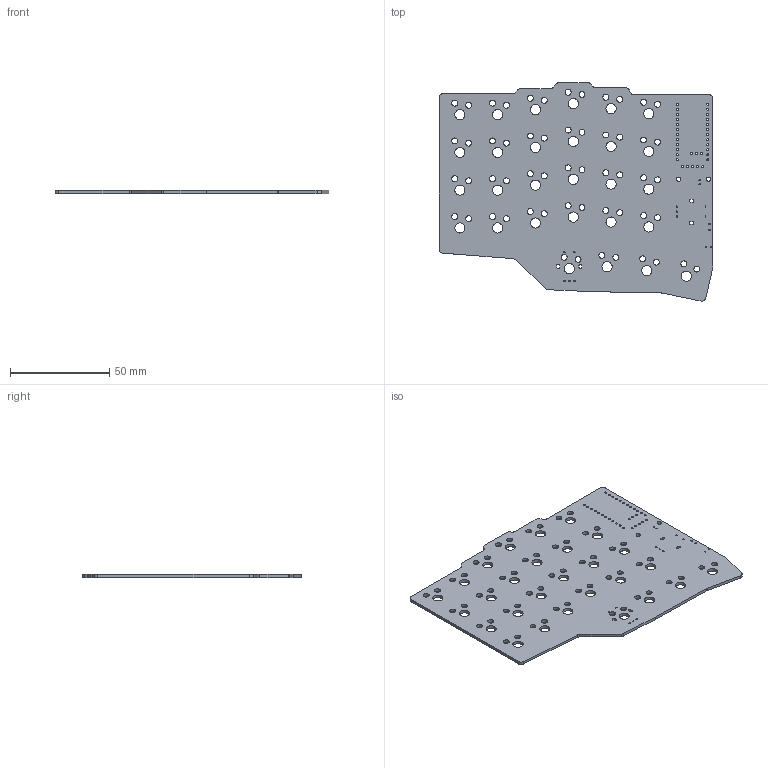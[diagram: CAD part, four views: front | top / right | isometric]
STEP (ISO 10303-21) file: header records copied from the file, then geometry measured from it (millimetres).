
FILE_DESCRIPTION(('KiCad electronic assembly'),'2;1');
FILE_NAME('left.step','2025-04-11T00:33:05',('Pcbnew'),('Kicad'), 'Open CASCADE STEP processor 7.6','KiCad to STEP converter','Unknown' );
FILE_SCHEMA(('AUTOMOTIVE_DESIGN { 1 0 10303 214 1 1 1 1 }'));
Length unit declared in the file: millimetre
Products named in the file (2): left 1; left_PCB
Assembly tree (1 placements, depth 2):
  left 1
    left_PCB
Bounding box: 137.75 x 109.81 x 1.51 mm (x, y, z)
Volume: 18266.7 mm3; surface area: 26642.1 mm2
Topology: 1 solids, 1 shells, 216 faces, 642 edges, 428 vertices
Faces by surface type: cylinder 167, plane 49
Full cylindrical faces by diameter (mm): 0.75 x4, 0.9 x2, 1 x32, 2.2 x2, 3 x56, 5.1 x28
Entity records: 8009 total; most frequent: DIRECTION 1412, CARTESIAN_POINT 1288, ORIENTED_EDGE 1284, EDGE_CURVE 642, AXIS2_PLACEMENT_3D 552, FACE_BOUND 492, EDGE_LOOP 492, VERTEX_POINT 428
